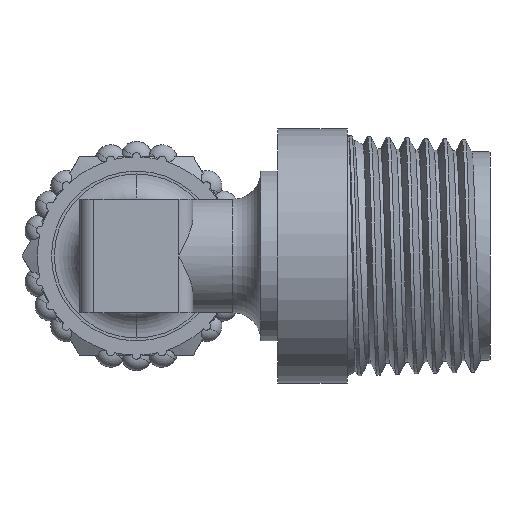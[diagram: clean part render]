
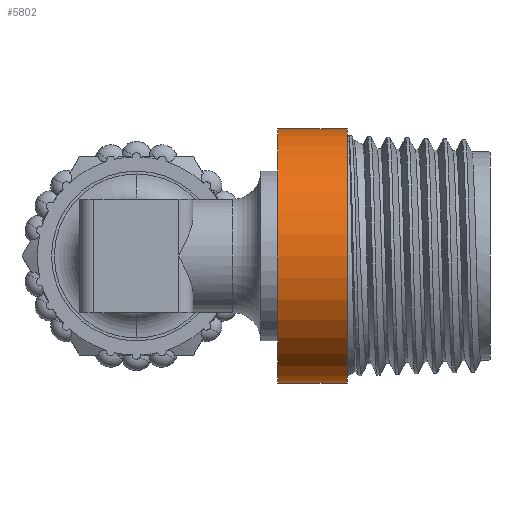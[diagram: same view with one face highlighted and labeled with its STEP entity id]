
A CAD part, left-side view. The second image highlights one B-rep face of the part: STEP entity #5802.
In plain terms, the highlighted cylindrical face has radius 9 mm (diameter 18 mm), a partial arc.
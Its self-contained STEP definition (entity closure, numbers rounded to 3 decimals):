
#432 = VECTOR ( 'NONE', #1785, 1000. ) ;
#755 = FACE_OUTER_BOUND ( 'NONE', #7703, .T. ) ;
#860 = CARTESIAN_POINT ( 'NONE',  ( 0., -14.9, 0. ) ) ;
#990 = AXIS2_PLACEMENT_3D ( 'NONE', #10450, #2617, #5470 ) ;
#1785 = DIRECTION ( 'NONE',  ( 0., 1., 0. ) ) ;
#1851 = CYLINDRICAL_SURFACE ( 'NONE', #13473, 9. ) ;
#1940 = DIRECTION ( 'NONE',  ( 0., 1., 0. ) ) ;
#2034 = EDGE_CURVE ( 'NONE', #11560, #3068, #3218, .T. ) ;
#2128 = DIRECTION ( 'NONE',  ( 0., -1., 0. ) ) ;
#2617 = DIRECTION ( 'NONE',  ( 0., -1., 0. ) ) ;
#2721 = LINE ( 'NONE', #14324, #14740 ) ;
#3068 = VERTEX_POINT ( 'NONE', #7676 ) ;
#3218 = LINE ( 'NONE', #15659, #432 ) ;
#3651 = ORIENTED_EDGE ( 'NONE', *, *, #6532, .T. ) ;
#4739 = EDGE_CURVE ( 'NONE', #8813, #3068, #11492, .T. ) ;
#5295 = ORIENTED_EDGE ( 'NONE', *, *, #4739, .T. ) ;
#5470 = DIRECTION ( 'NONE',  ( 0., 0., -1. ) ) ;
#5802 = ADVANCED_FACE ( 'NONE', ( #755 ), #1851, .T. ) ;
#5985 = CARTESIAN_POINT ( 'NONE',  ( 0., -14.9, 0. ) ) ;
#6039 = CARTESIAN_POINT ( 'NONE',  ( 0., -10., 9. ) ) ;
#6108 = CARTESIAN_POINT ( 'NONE',  ( 0., -14.9, -9. ) ) ;
#6532 = EDGE_CURVE ( 'NONE', #11338, #8813, #2721, .T. ) ;
#7259 = DIRECTION ( 'NONE',  ( 0., 0., -1. ) ) ;
#7676 = CARTESIAN_POINT ( 'NONE',  ( 0., -10., -9. ) ) ;
#7703 = EDGE_LOOP ( 'NONE', ( #9851, #11320, #3651, #5295 ) ) ;
#8813 = VERTEX_POINT ( 'NONE', #6039 ) ;
#9851 = ORIENTED_EDGE ( 'NONE', *, *, #2034, .F. ) ;
#10237 = AXIS2_PLACEMENT_3D ( 'NONE', #860, #2128, #7259 ) ;
#10450 = CARTESIAN_POINT ( 'NONE',  ( 0., -10., 0. ) ) ;
#10573 = CARTESIAN_POINT ( 'NONE',  ( 0., -14.9, 9. ) ) ;
#11320 = ORIENTED_EDGE ( 'NONE', *, *, #12943, .F. ) ;
#11338 = VERTEX_POINT ( 'NONE', #10573 ) ;
#11492 = CIRCLE ( 'NONE', #990, 9. ) ;
#11560 = VERTEX_POINT ( 'NONE', #6108 ) ;
#11736 = DIRECTION ( 'NONE',  ( 0., 1., 0. ) ) ;
#12386 = DIRECTION ( 'NONE',  ( 0., 0., 1. ) ) ;
#12923 = CIRCLE ( 'NONE', #10237, 9. ) ;
#12943 = EDGE_CURVE ( 'NONE', #11338, #11560, #12923, .T. ) ;
#13473 = AXIS2_PLACEMENT_3D ( 'NONE', #5985, #1940, #12386 ) ;
#14324 = CARTESIAN_POINT ( 'NONE',  ( 0., -14.9, 9. ) ) ;
#14740 = VECTOR ( 'NONE', #11736, 1000. ) ;
#15659 = CARTESIAN_POINT ( 'NONE',  ( 0., -14.9, -9. ) ) ;
